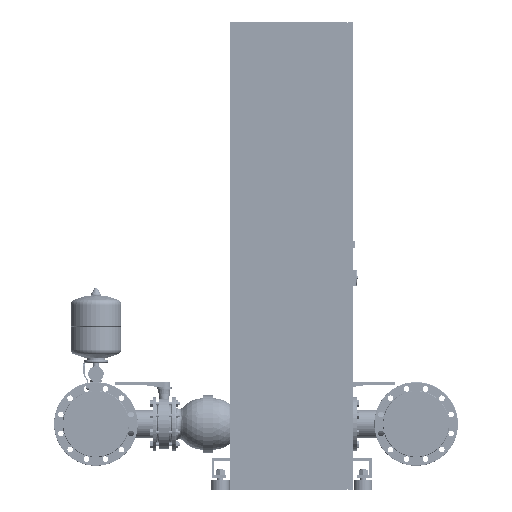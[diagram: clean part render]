
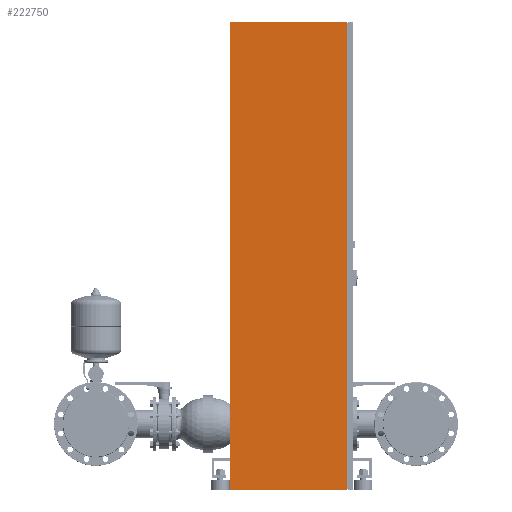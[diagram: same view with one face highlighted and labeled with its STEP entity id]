
A CAD part, left-side view. The second image highlights one B-rep face of the part: STEP entity #222750.
In plain terms, the highlighted planar face has unit normal (-1, 0, 0).
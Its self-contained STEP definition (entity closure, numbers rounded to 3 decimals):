
#222711=CARTESIAN_POINT('',(-950.0,250.0,0.0));
#222712=DIRECTION('',(-1.0,0.0,0.0));
#222713=DIRECTION('',(0.0,-1.0,0.0));
#222714=AXIS2_PLACEMENT_3D('',#222711,#222712,#222713);
#222715=PLANE('',#222714);
#222716=CARTESIAN_POINT('',(-950.0,-225.0,0.));
#222717=VERTEX_POINT('',#222716);
#222718=CARTESIAN_POINT('',(-950.,-225.,1900.0));
#222719=VERTEX_POINT('',#222718);
#222720=CARTESIAN_POINT('',(-950.0,-225.0,0.));
#222721=DIRECTION('',(0.0,0.0,1.0));
#222722=VECTOR('',#222721,1900.0);
#222723=LINE('',#222720,#222722);
#222724=EDGE_CURVE('',#222717,#222719,#222723,.T.);
#222725=ORIENTED_EDGE('',*,*,#222724,.T.);
#222726=CARTESIAN_POINT('',(-950.,250.,1900.0));
#222727=VERTEX_POINT('',#222726);
#222728=CARTESIAN_POINT('',(-950.,250.,1900.0));
#222729=DIRECTION('',(0.0,-1.0,0.0));
#222730=VECTOR('',#222729,475.0);
#222731=LINE('',#222728,#222730);
#222732=EDGE_CURVE('',#222727,#222719,#222731,.T.);
#222733=ORIENTED_EDGE('',*,*,#222732,.F.);
#222734=CARTESIAN_POINT('',(-950.0,250.0,0.0));
#222735=VERTEX_POINT('',#222734);
#222736=CARTESIAN_POINT('',(-950.,250.,1900.0));
#222737=DIRECTION('',(0.0,0.0,-1.0));
#222738=VECTOR('',#222737,1900.0);
#222739=LINE('',#222736,#222738);
#222740=EDGE_CURVE('',#222727,#222735,#222739,.T.);
#222741=ORIENTED_EDGE('',*,*,#222740,.T.);
#222742=CARTESIAN_POINT('',(-950.0,250.0,0.0));
#222743=DIRECTION('',(0.0,-1.0,0.0));
#222744=VECTOR('',#222743,475.0);
#222745=LINE('',#222742,#222744);
#222746=EDGE_CURVE('',#222735,#222717,#222745,.T.);
#222747=ORIENTED_EDGE('',*,*,#222746,.T.);
#222748=EDGE_LOOP('',(#222725,#222733,#222741,#222747));
#222749=FACE_OUTER_BOUND('',#222748,.T.);
#222750=ADVANCED_FACE('',(#222749),#222715,.T.);
